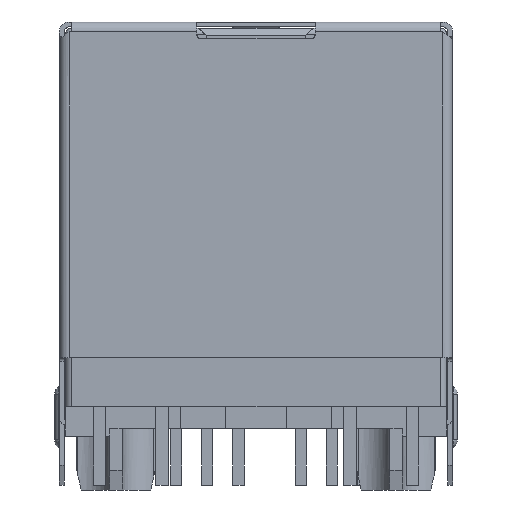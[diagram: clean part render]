
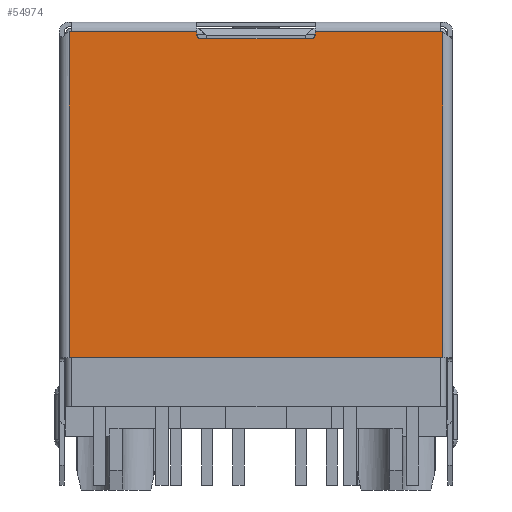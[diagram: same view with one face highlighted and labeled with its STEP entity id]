
A CAD part, front view. The second image highlights one B-rep face of the part: STEP entity #54974.
In plain terms, the highlighted face is planar.
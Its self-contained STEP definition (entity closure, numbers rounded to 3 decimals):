
#785=CIRCLE('',#57269,0.15);
#786=CIRCLE('',#57270,0.15);
#4090=ORIENTED_EDGE('',*,*,#15343,.T.);
#4091=ORIENTED_EDGE('',*,*,#15344,.F.);
#4092=ORIENTED_EDGE('',*,*,#15294,.T.);
#4093=ORIENTED_EDGE('',*,*,#15292,.F.);
#4094=ORIENTED_EDGE('',*,*,#15345,.T.);
#4095=ORIENTED_EDGE('',*,*,#15346,.F.);
#4096=ORIENTED_EDGE('',*,*,#15347,.T.);
#4097=ORIENTED_EDGE('',*,*,#15348,.T.);
#4098=ORIENTED_EDGE('',*,*,#15349,.T.);
#4099=ORIENTED_EDGE('',*,*,#15350,.F.);
#4100=ORIENTED_EDGE('',*,*,#15351,.T.);
#4101=ORIENTED_EDGE('',*,*,#14759,.T.);
#14759=EDGE_CURVE('',#20620,#20619,#24748,.T.);
#15292=EDGE_CURVE('',#21026,#21027,#25066,.T.);
#15294=EDGE_CURVE('',#21028,#21027,#25067,.T.);
#15343=EDGE_CURVE('',#20619,#21049,#25102,.T.);
#15344=EDGE_CURVE('',#21028,#21049,#25103,.T.);
#15345=EDGE_CURVE('',#21026,#21050,#785,.T.);
#15346=EDGE_CURVE('',#21051,#21050,#25104,.T.);
#15347=EDGE_CURVE('',#21051,#21052,#786,.T.);
#15348=EDGE_CURVE('',#21052,#21053,#25105,.T.);
#15349=EDGE_CURVE('',#21053,#21054,#25106,.T.);
#15350=EDGE_CURVE('',#21055,#21054,#25107,.T.);
#15351=EDGE_CURVE('',#21055,#20620,#25108,.T.);
#20619=VERTEX_POINT('',#72220);
#20620=VERTEX_POINT('',#72222);
#21026=VERTEX_POINT('',#73719);
#21027=VERTEX_POINT('',#73721);
#21028=VERTEX_POINT('',#73725);
#21049=VERTEX_POINT('',#73877);
#21050=VERTEX_POINT('',#73887);
#21051=VERTEX_POINT('',#73889);
#21052=VERTEX_POINT('',#73891);
#21053=VERTEX_POINT('',#73893);
#21054=VERTEX_POINT('',#73895);
#21055=VERTEX_POINT('',#73897);
#24748=LINE('',#72221,#29600);
#25066=LINE('',#73720,#29918);
#25067=LINE('',#73724,#29919);
#25102=LINE('',#73883,#29954);
#25103=LINE('',#73885,#29955);
#25104=LINE('',#73888,#29956);
#25105=LINE('',#73892,#29957);
#25106=LINE('',#73894,#29958);
#25107=LINE('',#73896,#29959);
#25108=LINE('',#73898,#29960);
#29600=VECTOR('',#60961,1000.);
#29918=VECTOR('',#61771,1000.);
#29919=VECTOR('',#61776,1000.);
#29954=VECTOR('',#61875,1000.);
#29955=VECTOR('',#61878,1000.);
#29956=VECTOR('',#61881,1000.);
#29957=VECTOR('',#61884,1000.);
#29958=VECTOR('',#61885,1000.);
#29959=VECTOR('',#61886,1000.);
#29960=VECTOR('',#61887,1000.);
#34082=EDGE_LOOP('',(#4090,#4091,#4092,#4093,#4094,#4095,#4096,#4097,#4098,
#4099,#4100,#4101));
#36440=FACE_BOUND('',#34082,.T.);
#38685=PLANE('',#57268);
#54974=ADVANCED_FACE('',(#36440),#38685,.T.);
#57268=AXIS2_PLACEMENT_3D('',#73884,#61876,#61877);
#57269=AXIS2_PLACEMENT_3D('',#73886,#61879,#61880);
#57270=AXIS2_PLACEMENT_3D('',#73890,#61882,#61883);
#60961=DIRECTION('',(-1.,0.,0.));
#61771=DIRECTION('',(0.,0.,1.));
#61776=DIRECTION('',(1.,0.,0.));
#61875=DIRECTION('',(0.,0.,1.));
#61876=DIRECTION('',(0.,1.,0.));
#61877=DIRECTION('',(1.,0.,0.));
#61878=DIRECTION('',(-1.,0.,0.));
#61879=DIRECTION('',(0.,-1.,0.));
#61880=DIRECTION('',(-1.,0.,0.));
#61881=DIRECTION('',(-1.,0.,0.));
#61882=DIRECTION('',(0.,-1.,0.));
#61883=DIRECTION('',(0.,0.,-1.));
#61884=DIRECTION('',(0.,0.,1.));
#61885=DIRECTION('',(1.,0.,0.));
#61886=DIRECTION('',(-1.,0.,0.));
#61887=DIRECTION('',(0.,0.,-1.));
#72220=CARTESIAN_POINT('',(0.255,16.45,-13.45));
#72221=CARTESIAN_POINT('',(15.505,16.45,-13.45));
#72222=CARTESIAN_POINT('',(15.505,16.45,-13.45));
#73719=CARTESIAN_POINT('',(5.47,16.45,-0.286));
#73720=CARTESIAN_POINT('',(5.47,16.45,-0.286));
#73721=CARTESIAN_POINT('',(5.47,16.45,-0.15));
#73724=CARTESIAN_POINT('',(0.355,16.45,-0.15));
#73725=CARTESIAN_POINT('',(0.355,16.45,-0.15));
#73877=CARTESIAN_POINT('',(0.255,16.45,-0.15));
#73883=CARTESIAN_POINT('',(0.255,16.45,-13.45));
#73884=CARTESIAN_POINT('',(7.88,16.45,-6.8));
#73885=CARTESIAN_POINT('',(0.355,16.45,-0.15));
#73886=CARTESIAN_POINT('',(5.62,16.45,-0.286));
#73887=CARTESIAN_POINT('',(5.62,16.45,-0.436));
#73888=CARTESIAN_POINT('',(10.14,16.45,-0.436));
#73889=CARTESIAN_POINT('',(10.14,16.45,-0.436));
#73890=CARTESIAN_POINT('',(10.14,16.45,-0.286));
#73891=CARTESIAN_POINT('',(10.29,16.45,-0.286));
#73892=CARTESIAN_POINT('',(10.29,16.45,-0.286));
#73893=CARTESIAN_POINT('',(10.29,16.45,-0.15));
#73894=CARTESIAN_POINT('',(10.29,16.45,-0.15));
#73895=CARTESIAN_POINT('',(15.405,16.45,-0.15));
#73896=CARTESIAN_POINT('',(15.505,16.45,-0.15));
#73897=CARTESIAN_POINT('',(15.505,16.45,-0.15));
#73898=CARTESIAN_POINT('',(15.505,16.45,-0.15));
